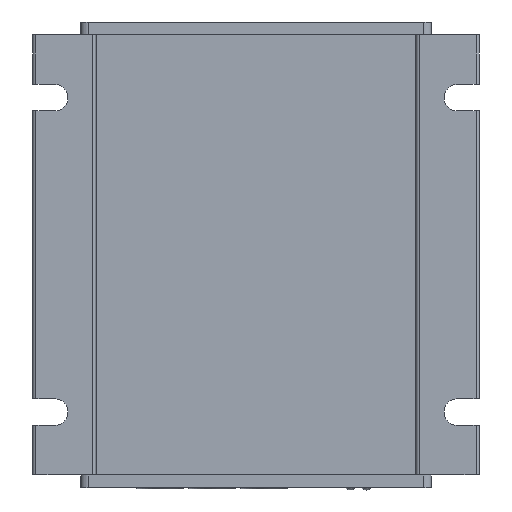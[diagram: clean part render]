
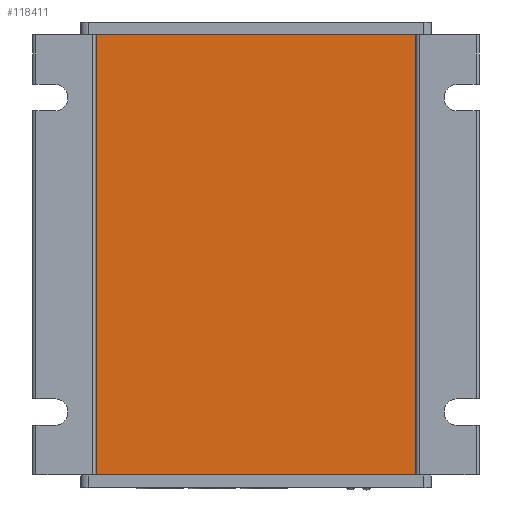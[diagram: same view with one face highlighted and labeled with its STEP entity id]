
A CAD part, front view. The second image highlights one B-rep face of the part: STEP entity #118411.
In plain terms, the highlighted planar face has unit normal (0, -1, 0).
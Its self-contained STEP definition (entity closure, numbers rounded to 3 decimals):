
#8406=LINE('',#155466,#20282);
#8407=LINE('',#155469,#20283);
#8408=LINE('',#155471,#20284);
#8409=LINE('',#155472,#20285);
#20282=VECTOR('',#133409,70.);
#20283=VECTOR('',#133412,50.6);
#20284=VECTOR('',#133413,50.6);
#20285=VECTOR('',#133414,70.);
#32090=FACE_OUTER_BOUND('',#38581,.T.);
#38581=EDGE_LOOP('',(#77836,#77837,#77838,#77839));
#46919=VERTEX_POINT('',#155462);
#46920=VERTEX_POINT('',#155464);
#46921=VERTEX_POINT('',#155468);
#46922=VERTEX_POINT('',#155470);
#58858=EDGE_CURVE('',#46919,#46920,#8406,.T.);
#58859=EDGE_CURVE('',#46919,#46921,#8407,.T.);
#58860=EDGE_CURVE('',#46922,#46920,#8408,.T.);
#58861=EDGE_CURVE('',#46921,#46922,#8409,.T.);
#77836=ORIENTED_EDGE('',*,*,#58859,.F.);
#77837=ORIENTED_EDGE('',*,*,#58858,.T.);
#77838=ORIENTED_EDGE('',*,*,#58860,.F.);
#77839=ORIENTED_EDGE('',*,*,#58861,.F.);
#107810=PLANE('',#125347);
#118411=ADVANCED_FACE('',(#32090),#107810,.T.);
#125347=AXIS2_PLACEMENT_3D('',#155467,#133410,#133411);
#133409=DIRECTION('',(0.,0.,-1.));
#133410=DIRECTION('center_axis',(0.,-1.,0.));
#133411=DIRECTION('ref_axis',(-1.,0.,0.));
#133412=DIRECTION('',(1.,0.,0.));
#133413=DIRECTION('',(-1.,0.,0.));
#133414=DIRECTION('',(0.,0.,-1.));
#155462=CARTESIAN_POINT('',(-25.3,-11.2,0.));
#155464=CARTESIAN_POINT('',(-25.3,-11.2,-70.));
#155466=CARTESIAN_POINT('',(-25.3,-11.2,0.));
#155467=CARTESIAN_POINT('Origin',(25.3,-11.2,0.));
#155468=CARTESIAN_POINT('',(25.3,-11.2,0.));
#155469=CARTESIAN_POINT('',(12.65,-11.2,0.));
#155470=CARTESIAN_POINT('',(25.3,-11.2,-70.));
#155471=CARTESIAN_POINT('',(12.65,-11.2,-70.));
#155472=CARTESIAN_POINT('',(25.3,-11.2,0.));
